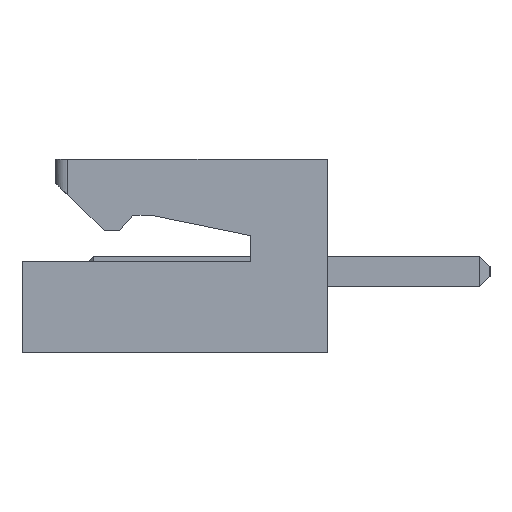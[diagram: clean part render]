
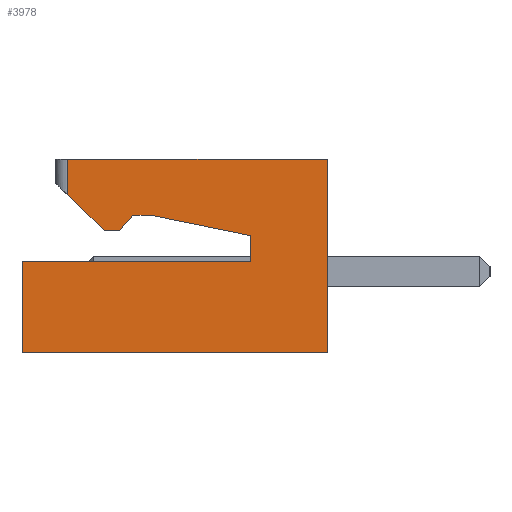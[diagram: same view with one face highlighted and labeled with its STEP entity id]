
A CAD part, left-side view. The second image highlights one B-rep face of the part: STEP entity #3978.
In plain terms, the highlighted planar face has unit normal (-1, 0, 0).
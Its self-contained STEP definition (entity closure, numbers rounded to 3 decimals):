
#343 = CARTESIAN_POINT ( 'NONE',  ( -2.5, 6., 2.2 ) ) ;
#514 = FACE_OUTER_BOUND ( 'NONE', #12643, .T. ) ;
#638 = CARTESIAN_POINT ( 'NONE',  ( -2.5, 1.5, 0.2 ) ) ;
#657 = VERTEX_POINT ( 'NONE', #4842 ) ;
#786 = EDGE_CURVE ( 'NONE', #8844, #7497, #6458, .T. ) ;
#787 = AXIS2_PLACEMENT_3D ( 'NONE', #883, #5482, #9062 ) ;
#883 = CARTESIAN_POINT ( 'NONE',  ( -2.5, 6., -1.6 ) ) ;
#1176 = DIRECTION ( 'NONE',  ( 0., -1., 0. ) ) ;
#1279 = DIRECTION ( 'NONE',  ( 0., 0.714, 0.7 ) ) ;
#1458 = LINE ( 'NONE', #343, #9465 ) ;
#1544 = VECTOR ( 'NONE', #12332, 1000. ) ;
#1598 = CARTESIAN_POINT ( 'NONE',  ( -2.5, 1.5, 0.7 ) ) ;
#1675 = ORIENTED_EDGE ( 'NONE', *, *, #2460, .F. ) ;
#1735 = VERTEX_POINT ( 'NONE', #5658 ) ;
#2004 = DIRECTION ( 'NONE',  ( 0., 1., 0. ) ) ;
#2014 = VERTEX_POINT ( 'NONE', #9373 ) ;
#2146 = CARTESIAN_POINT ( 'NONE',  ( -2.5, 4.386, 0.8 ) ) ;
#2460 = EDGE_CURVE ( 'NONE', #7497, #10870, #6512, .T. ) ;
#2593 = DIRECTION ( 'NONE',  ( 0., 0.661, -0.75 ) ) ;
#2594 = ORIENTED_EDGE ( 'NONE', *, *, #10419, .F. ) ;
#2812 = PLANE ( 'NONE',  #787 ) ;
#2933 = DIRECTION ( 'NONE',  ( 0., 0.98, 0.2 ) ) ;
#2961 = EDGE_CURVE ( 'NONE', #14061, #9158, #11492, .T. ) ;
#3114 = ORIENTED_EDGE ( 'NONE', *, *, #10352, .F. ) ;
#3141 = VECTOR ( 'NONE', #2004, 1000. ) ;
#3164 = VECTOR ( 'NONE', #13373, 1000. ) ;
#3388 = VECTOR ( 'NONE', #1279, 1000. ) ;
#3524 = CARTESIAN_POINT ( 'NONE',  ( -2.5, 3.46, 1.1 ) ) ;
#3788 = ORIENTED_EDGE ( 'NONE', *, *, #2961, .T. ) ;
#3914 = ORIENTED_EDGE ( 'NONE', *, *, #12441, .F. ) ;
#3955 = ORIENTED_EDGE ( 'NONE', *, *, #14715, .F. ) ;
#3978 = ADVANCED_FACE ( 'NONE', ( #514 ), #2812, .F. ) ;
#4238 = DIRECTION ( 'NONE',  ( 0., -1., 0. ) ) ;
#4464 = DIRECTION ( 'NONE',  ( 0., 0., 1. ) ) ;
#4604 = LINE ( 'NONE', #9250, #3388 ) ;
#4646 = ORIENTED_EDGE ( 'NONE', *, *, #12591, .F. ) ;
#4694 = VERTEX_POINT ( 'NONE', #13266 ) ;
#4842 = CARTESIAN_POINT ( 'NONE',  ( -2.5, 4.086, 0.8 ) ) ;
#4884 = CARTESIAN_POINT ( 'NONE',  ( -2.5, 4.086, 0.8 ) ) ;
#5482 = DIRECTION ( 'NONE',  ( 1., 0., 0. ) ) ;
#5505 = CARTESIAN_POINT ( 'NONE',  ( -2.5, 1.5, 0.2 ) ) ;
#5638 = CARTESIAN_POINT ( 'NONE',  ( -2.5, 3.821, 1.1 ) ) ;
#5658 = CARTESIAN_POINT ( 'NONE',  ( -2.5, 3.821, 1.1 ) ) ;
#5726 = CARTESIAN_POINT ( 'NONE',  ( -2.5, 5.1, 2.2 ) ) ;
#5790 = DIRECTION ( 'NONE',  ( 0., 0., 1. ) ) ;
#5895 = VECTOR ( 'NONE', #4238, 1000. ) ;
#6078 = VECTOR ( 'NONE', #2593, 1000. ) ;
#6296 = CARTESIAN_POINT ( 'NONE',  ( -2.5, 0., -1.6 ) ) ;
#6458 = LINE ( 'NONE', #14724, #5895 ) ;
#6512 = LINE ( 'NONE', #5505, #12167 ) ;
#6519 = CARTESIAN_POINT ( 'NONE',  ( -2.5, 5.1, 1.5 ) ) ;
#6582 = EDGE_CURVE ( 'NONE', #1735, #657, #7252, .T. ) ;
#7252 = LINE ( 'NONE', #4884, #6078 ) ;
#7497 = VERTEX_POINT ( 'NONE', #638 ) ;
#7553 = CARTESIAN_POINT ( 'NONE',  ( -2.5, 1.5, 0.7 ) ) ;
#7575 = LINE ( 'NONE', #12400, #1544 ) ;
#8104 = ORIENTED_EDGE ( 'NONE', *, *, #13539, .F. ) ;
#8451 = VECTOR ( 'NONE', #1176, 1000. ) ;
#8503 = VECTOR ( 'NONE', #5790, 1000. ) ;
#8588 = ORIENTED_EDGE ( 'NONE', *, *, #12842, .F. ) ;
#8657 = CARTESIAN_POINT ( 'NONE',  ( -2.5, 6., -1.6 ) ) ;
#8844 = VERTEX_POINT ( 'NONE', #10835 ) ;
#9062 = DIRECTION ( 'NONE',  ( 0., 0., -1. ) ) ;
#9158 = VERTEX_POINT ( 'NONE', #6296 ) ;
#9227 = CARTESIAN_POINT ( 'NONE',  ( -2.5, 6., -1.6 ) ) ;
#9250 = CARTESIAN_POINT ( 'NONE',  ( -2.5, 5.1, 1.5 ) ) ;
#9304 = VERTEX_POINT ( 'NONE', #13493 ) ;
#9308 = CARTESIAN_POINT ( 'NONE',  ( -2.5, 6., -1.6 ) ) ;
#9373 = CARTESIAN_POINT ( 'NONE',  ( -2.5, 5.1, 2.2 ) ) ;
#9374 = VERTEX_POINT ( 'NONE', #3524 ) ;
#9465 = VECTOR ( 'NONE', #10758, 1000. ) ;
#9651 = LINE ( 'NONE', #1598, #11706 ) ;
#10198 = ORIENTED_EDGE ( 'NONE', *, *, #786, .F. ) ;
#10352 = EDGE_CURVE ( 'NONE', #657, #4694, #14756, .T. ) ;
#10419 = EDGE_CURVE ( 'NONE', #2014, #9304, #1458, .T. ) ;
#10758 = DIRECTION ( 'NONE',  ( 0., -1., 0. ) ) ;
#10835 = CARTESIAN_POINT ( 'NONE',  ( -2.5, 6., 0.2 ) ) ;
#10870 = VERTEX_POINT ( 'NONE', #7553 ) ;
#11328 = DIRECTION ( 'NONE',  ( 0., 1., 0. ) ) ;
#11492 = LINE ( 'NONE', #9308, #8451 ) ;
#11569 = LINE ( 'NONE', #5726, #3164 ) ;
#11706 = VECTOR ( 'NONE', #2933, 1000. ) ;
#11719 = LINE ( 'NONE', #9227, #8503 ) ;
#12167 = VECTOR ( 'NONE', #4464, 1000. ) ;
#12332 = DIRECTION ( 'NONE',  ( 0., 0., 1. ) ) ;
#12400 = CARTESIAN_POINT ( 'NONE',  ( -2.5, 0., -1.6 ) ) ;
#12441 = EDGE_CURVE ( 'NONE', #10870, #9374, #9651, .T. ) ;
#12491 = VERTEX_POINT ( 'NONE', #6519 ) ;
#12591 = EDGE_CURVE ( 'NONE', #4694, #12491, #4604, .T. ) ;
#12643 = EDGE_LOOP ( 'NONE', ( #2594, #8104, #4646, #3114, #14550, #3955, #3914, #1675, #10198, #8588, #3788, #14144 ) ) ;
#12842 = EDGE_CURVE ( 'NONE', #14061, #8844, #11719, .T. ) ;
#13266 = CARTESIAN_POINT ( 'NONE',  ( -2.5, 4.386, 0.8 ) ) ;
#13373 = DIRECTION ( 'NONE',  ( 0., 0., 1. ) ) ;
#13485 = VECTOR ( 'NONE', #11328, 1000. ) ;
#13493 = CARTESIAN_POINT ( 'NONE',  ( -2.5, 0., 2.2 ) ) ;
#13539 = EDGE_CURVE ( 'NONE', #12491, #2014, #11569, .T. ) ;
#14061 = VERTEX_POINT ( 'NONE', #8657 ) ;
#14144 = ORIENTED_EDGE ( 'NONE', *, *, #14316, .T. ) ;
#14316 = EDGE_CURVE ( 'NONE', #9158, #9304, #7575, .T. ) ;
#14550 = ORIENTED_EDGE ( 'NONE', *, *, #6582, .F. ) ;
#14715 = EDGE_CURVE ( 'NONE', #9374, #1735, #14759, .T. ) ;
#14724 = CARTESIAN_POINT ( 'NONE',  ( -2.5, 6., 0.2 ) ) ;
#14756 = LINE ( 'NONE', #2146, #3141 ) ;
#14759 = LINE ( 'NONE', #5638, #13485 ) ;
